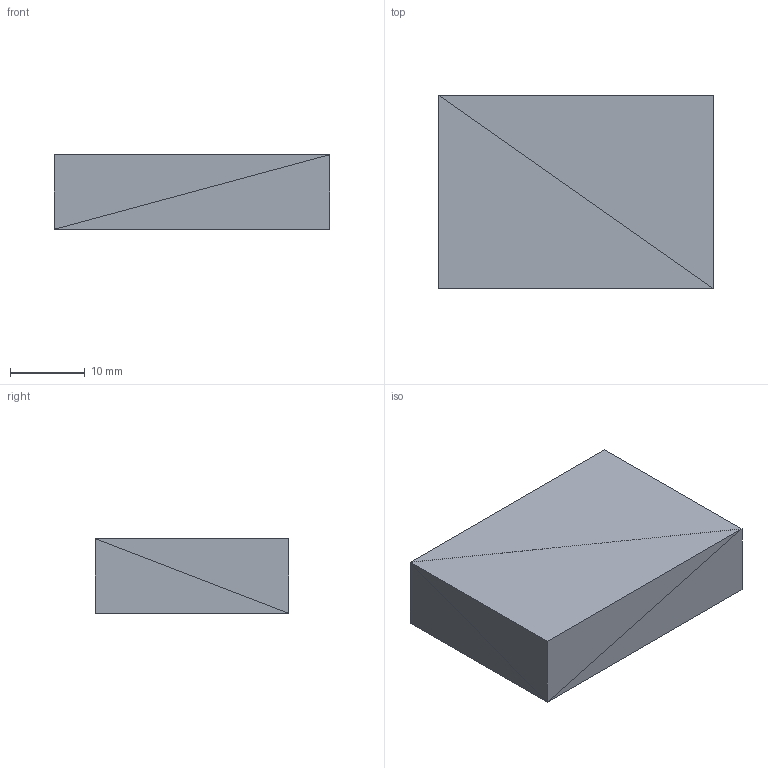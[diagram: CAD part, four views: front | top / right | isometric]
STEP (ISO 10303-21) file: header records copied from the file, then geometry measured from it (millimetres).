
FILE_DESCRIPTION((''),'2;1');
FILE_NAME('untitled', '2025-02-16T02:50:37', (''), (''), 'ImageToStl.com STEP Converter','', '');
FILE_SCHEMA(('AUTOMOTIVE_DESIGN_CC2'));
Length unit declared in the file: metre
Products named in the file (1): product0
Bounding box: 37 x 26 x 10 mm (x, y, z)
Surface area: 3184 mm2 (no closed solid volume)
Topology: 0 solids, 12 shells, 12 faces, 36 edges, 8 vertices
Faces by surface type: plane 12
Entity records: 308 total; most frequent: DIRECTION 62, ORIENTED_EDGE 36, EDGE_CURVE 36, LINE 36, VECTOR 36, AXIS2_PLACEMENT_3D 13, FACE_SURFACE 12, PLANE 12
